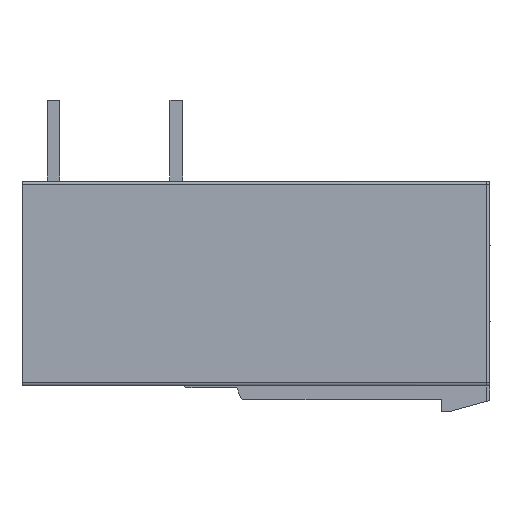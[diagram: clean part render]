
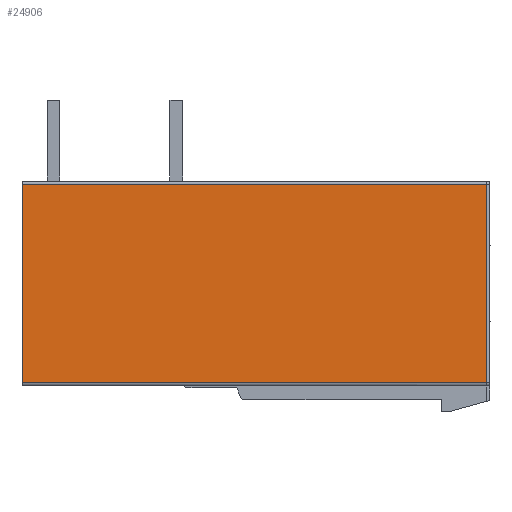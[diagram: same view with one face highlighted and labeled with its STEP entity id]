
A CAD part, front view. The second image highlights one B-rep face of the part: STEP entity #24906.
In plain terms, the highlighted planar face has unit normal (0, -1, 0).
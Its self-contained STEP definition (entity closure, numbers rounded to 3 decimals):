
#8574=DIRECTION('',(1.,0.,0.));
#8575=VECTOR('',#8574,28.8);
#8576=CARTESIAN_POINT('',(-11.15,-7.62,6.756));
#8577=LINE('',#8576,#8575);
#8578=DIRECTION('',(0.,0.,-1.));
#8579=VECTOR('',#8578,12.3);
#8580=CARTESIAN_POINT('',(17.65,-7.62,6.756));
#8581=LINE('',#8580,#8579);
#8582=DIRECTION('',(1.,0.,0.));
#8583=VECTOR('',#8582,28.8);
#8584=CARTESIAN_POINT('',(-11.15,-7.62,-5.544));
#8585=LINE('',#8584,#8583);
#8764=DIRECTION('',(0.,0.,1.));
#8765=VECTOR('',#8764,12.3);
#8766=CARTESIAN_POINT('',(-11.15,-7.62,-5.544));
#8767=LINE('',#8766,#8765);
#12935=CARTESIAN_POINT('',(-11.15,-7.62,-5.544));
#12936=VERTEX_POINT('',#12935);
#12943=CARTESIAN_POINT('',(-11.15,-7.62,6.756));
#12944=CARTESIAN_POINT('',(17.65,-7.62,6.756));
#12945=VERTEX_POINT('',#12943);
#12946=VERTEX_POINT('',#12944);
#12947=CARTESIAN_POINT('',(17.65,-7.62,-5.544));
#12948=VERTEX_POINT('',#12947);
#24893=CARTESIAN_POINT('',(17.85,-7.62,-5.744));
#24894=DIRECTION('',(0.,1.,0.));
#24895=DIRECTION('',(0.,0.,1.));
#24896=AXIS2_PLACEMENT_3D('',#24893,#24894,#24895);
#24897=PLANE('',#24896);
#24898=ORIENTED_EDGE('',*,*,#24861,.T.);
#24899=ORIENTED_EDGE('',*,*,#24884,.T.);
#24901=ORIENTED_EDGE('',*,*,#24900,.F.);
#24903=ORIENTED_EDGE('',*,*,#24902,.T.);
#24904=EDGE_LOOP('',(#24898,#24899,#24901,#24903));
#24905=FACE_OUTER_BOUND('',#24904,.F.);
#24906=ADVANCED_FACE('',(#24905),#24897,.F.);
#24861=EDGE_CURVE('',#12945,#12946,#8577,.T.);
#24884=EDGE_CURVE('',#12946,#12948,#8581,.T.);
#24900=EDGE_CURVE('',#12936,#12948,#8585,.T.);
#24902=EDGE_CURVE('',#12936,#12945,#8767,.T.);
